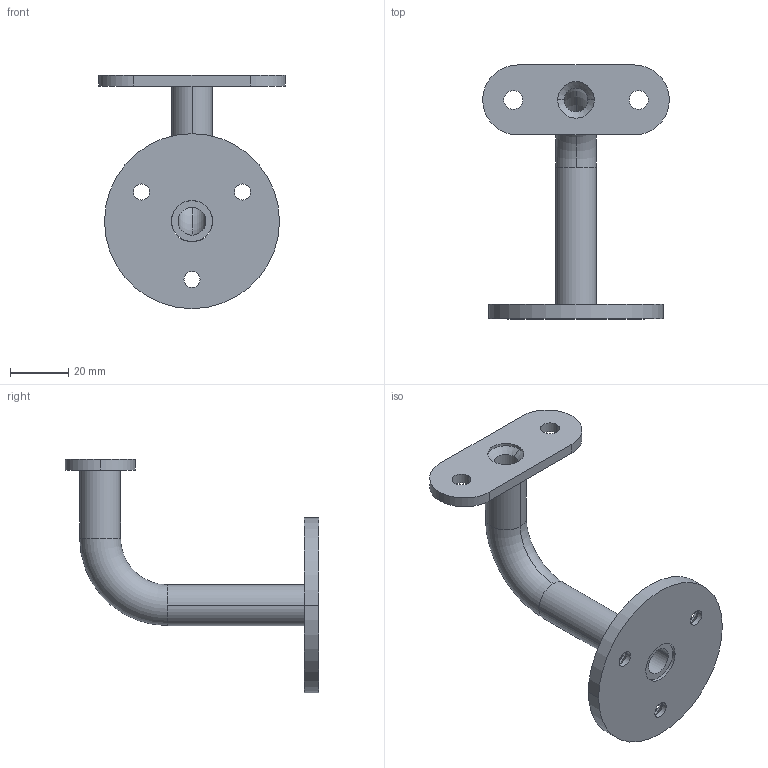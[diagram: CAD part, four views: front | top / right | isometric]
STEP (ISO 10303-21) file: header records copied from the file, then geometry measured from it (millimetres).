
FILE_DESCRIPTION (( 'STEP AP203' ), '1' );
FILE_NAME ('A14_0112-000-LED-B.STEP', '2019-12-09T07:58:27', ( '' ), ( '' ), 'SwSTEP 2.0', 'SolidWorks 2019', '' );
FILE_SCHEMA (( 'CONFIG_CONTROL_DESIGN' ));
Length unit declared in the file: millimetre
Products named in the file (4): A14_0112-000-LED-B; A14_0112-000-LED-B.P3; A14_0112-000-LED-B.P2; A14_0112-000-LED-B.P1
Assembly tree (3 placements, depth 2):
  A14_0112-000-LED-B
    A14_0112-000-LED-B.P1
    A14_0112-000-LED-B.P2
    A14_0112-000-LED-B.P3
Bounding box: 64 x 87 x 80 mm (x, y, z)
Volume: 26292.4 mm3; surface area: 18399.7 mm2
Topology: 3 solids, 3 shells, 56 faces, 129 edges, 80 vertices
Faces by surface type: cylinder 35, plane 9, cone 8, torus 4
Entity records: 2055 total; most frequent: DIRECTION 333, CARTESIAN_POINT 271, ORIENTED_EDGE 258, AXIS2_PLACEMENT_3D 142, EDGE_CURVE 129, VERTEX_POINT 80, CIRCLE 80, EDGE_LOOP 73
